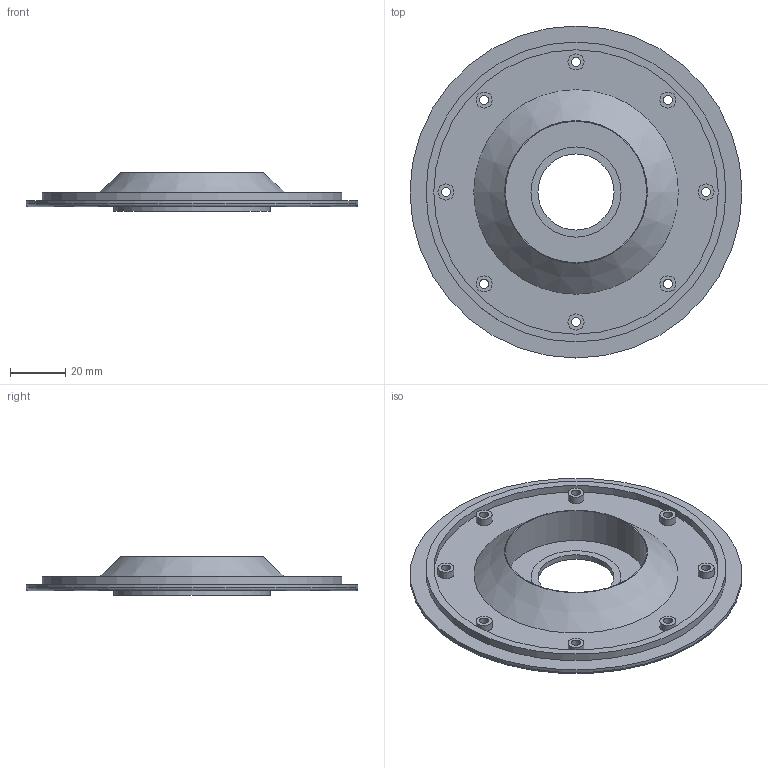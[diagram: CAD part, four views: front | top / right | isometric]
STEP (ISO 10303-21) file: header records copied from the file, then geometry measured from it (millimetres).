
FILE_DESCRIPTION(('FreeCAD Model'),'2;1');
FILE_NAME('Open CASCADE Shape Model','2023-12-07T17:40:43',('Author'),( ''),'Open CASCADE STEP processor 7.6','FreeCAD','Unknown');
FILE_SCHEMA(('AUTOMOTIVE_DESIGN { 1 0 10303 214 1 1 1 1 }'));
Length unit declared in the file: millimetre
Products named in the file (1): Body
Bounding box: 120 x 120 x 13.8 mm (x, y, z)
Volume: 30083.8 mm3; surface area: 30041.6 mm2
Topology: 1 solids, 1 shells, 63 faces, 98 edges, 71 vertices
Faces by surface type: plane 36, cylinder 24, cone 2, torus 1
Full cylindrical faces by diameter (mm): 3.3 x8, 5.8 x8, 27.5 x1, 31.7 x1, 32.6 x1, 51.1 x1, 56.7 x1, 102.8 x1, 108.4 x1, 120 x1
Entity records: 2905 total; most frequent: CARTESIAN_POINT 615, DIRECTION 463, ORIENTED_EDGE 196, PCURVE 196, DEFINITIONAL_REPRESENTATION 196, AXIS2_PLACEMENT_3D 136, LINE 134, VECTOR 134
